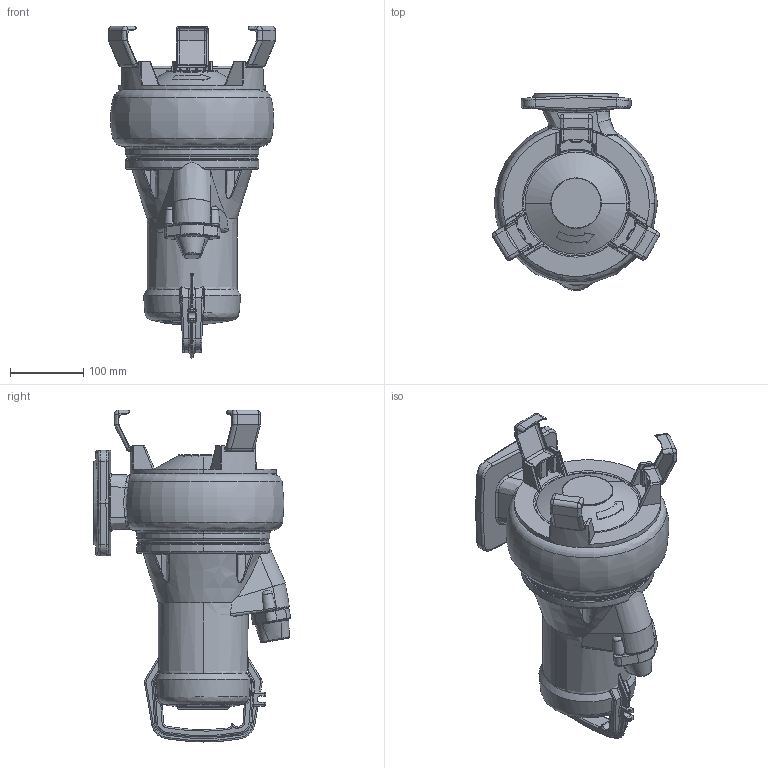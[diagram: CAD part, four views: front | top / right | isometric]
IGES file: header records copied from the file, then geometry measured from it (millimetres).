
Start section:  PTC IGES file: drainex_300.igs
Global section: file name: drainex_300.igs; native system: Pro/ENGINEER by Parametric Technology Corporation; preprocessor: 2008150; author: usuari; organization: Unknown; date: 20151013.175621; units: millimetre
Bounding box: 228.41 x 269.37 x 453.4 mm (x, y, z)
Surface area: 397312 mm2 (no closed solid volume)
Topology: 0 solids, 0 shells, 766 faces, 3874 edges, 3872 vertices
Faces by surface type: revolution 417, bspline 349
